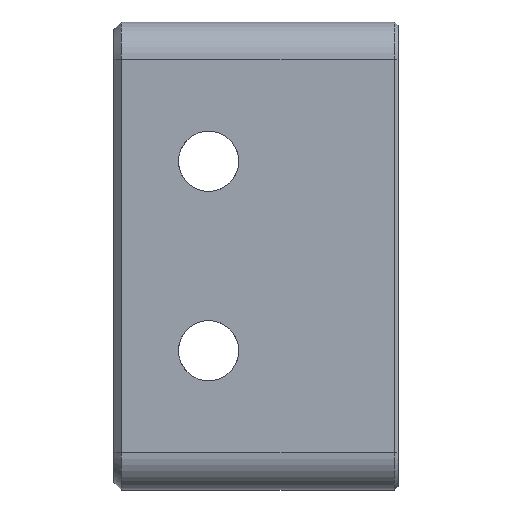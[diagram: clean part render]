
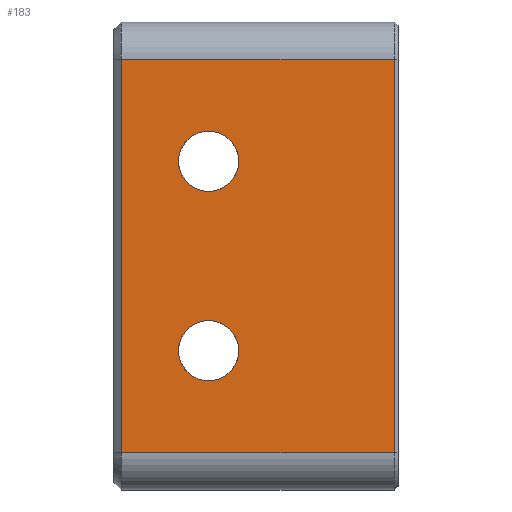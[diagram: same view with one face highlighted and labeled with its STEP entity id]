
A CAD part, left-side view. The second image highlights one B-rep face of the part: STEP entity #183.
In plain terms, the highlighted planar face has unit normal (-1, 0, 0).
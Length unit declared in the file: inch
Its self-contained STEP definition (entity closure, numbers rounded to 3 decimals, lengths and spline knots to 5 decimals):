
#3 = CARTESIAN_POINT ( 'NONE',  ( -0.6175, 0.125, -0.25 ) ) ;
#14 = CARTESIAN_POINT ( 'NONE',  ( -0.6175, -0.36516, 0.51907 ) ) ;
#120 = EDGE_CURVE ( 'NONE', #371, #242, #2971, .T. ) ;
#138 = DIRECTION ( 'NONE',  ( 1., 0., 0. ) ) ;
#169 = ORIENTED_EDGE ( 'NONE', *, *, #494, .T. ) ;
#176 = EDGE_CURVE ( 'NONE', #2308, #647, #1383, .T. ) ;
#183 = ADVANCED_FACE ( 'NONE', ( #860, #1544, #2219 ), #1788, .F. ) ;
#242 = VERTEX_POINT ( 'NONE', #991 ) ;
#252 = LINE ( 'NONE', #1210, #1199 ) ;
#280 = DIRECTION ( 'NONE',  ( 0., -1., 0. ) ) ;
#315 = DIRECTION ( 'NONE',  ( 0., 0., 1. ) ) ;
#369 = CARTESIAN_POINT ( 'NONE',  ( -0.6175, -0.36516, -0.51907 ) ) ;
#371 = VERTEX_POINT ( 'NONE', #1091 ) ;
#407 = VERTEX_POINT ( 'NONE', #2166 ) ;
#416 = CARTESIAN_POINT ( 'NONE',  ( -0.6175, -0.36516, 0.51907 ) ) ;
#460 = AXIS2_PLACEMENT_3D ( 'NONE', #1843, #2044, #2079 ) ;
#494 = EDGE_CURVE ( 'NONE', #2546, #407, #1138, .T. ) ;
#574 = EDGE_CURVE ( 'NONE', #647, #2308, #1131, .T. ) ;
#591 = VECTOR ( 'NONE', #2772, 39.37008 ) ;
#647 = VERTEX_POINT ( 'NONE', #1399 ) ;
#736 = CARTESIAN_POINT ( 'NONE',  ( -0.6175, 0.125, 0.3295 ) ) ;
#814 = CARTESIAN_POINT ( 'NONE',  ( -0.6175, 0.125, -0.25 ) ) ;
#827 = CARTESIAN_POINT ( 'NONE',  ( -0.6175, 0.375, 0.6175 ) ) ;
#831 = VERTEX_POINT ( 'NONE', #2205 ) ;
#836 = AXIS2_PLACEMENT_3D ( 'NONE', #3, #2124, #2821 ) ;
#855 = ORIENTED_EDGE ( 'NONE', *, *, #574, .F. ) ;
#860 = FACE_BOUND ( 'NONE', #2615, .T. ) ;
#991 = CARTESIAN_POINT ( 'NONE',  ( -0.6175, 0.125, -0.3295 ) ) ;
#1091 = CARTESIAN_POINT ( 'NONE',  ( -0.6175, 0.125, -0.1705 ) ) ;
#1131 = CIRCLE ( 'NONE', #460, 0.0795 ) ;
#1138 = LINE ( 'NONE', #2525, #591 ) ;
#1158 = ORIENTED_EDGE ( 'NONE', *, *, #120, .F. ) ;
#1165 = DIRECTION ( 'NONE',  ( 0., 0., 1. ) ) ;
#1199 = VECTOR ( 'NONE', #280, 39.37008 ) ;
#1210 = CARTESIAN_POINT ( 'NONE',  ( -0.6175, 0.375, -0.51907 ) ) ;
#1296 = DIRECTION ( 'NONE',  ( 0., 0., -1. ) ) ;
#1383 = CIRCLE ( 'NONE', #2988, 0.0795 ) ;
#1399 = CARTESIAN_POINT ( 'NONE',  ( -0.6175, 0.125, 0.1705 ) ) ;
#1544 = FACE_BOUND ( 'NONE', #2575, .T. ) ;
#1556 = VERTEX_POINT ( 'NONE', #369 ) ;
#1669 = ORIENTED_EDGE ( 'NONE', *, *, #1742, .T. ) ;
#1719 = CARTESIAN_POINT ( 'NONE',  ( -0.6175, 0.125, 0.25 ) ) ;
#1742 = EDGE_CURVE ( 'NONE', #831, #1556, #252, .T. ) ;
#1747 = ORIENTED_EDGE ( 'NONE', *, *, #2091, .T. ) ;
#1762 = VECTOR ( 'NONE', #2729, 39.37008 ) ;
#1770 = ORIENTED_EDGE ( 'NONE', *, *, #2574, .F. ) ;
#1788 = PLANE ( 'NONE',  #1889 ) ;
#1829 = ORIENTED_EDGE ( 'NONE', *, *, #1978, .T. ) ;
#1843 = CARTESIAN_POINT ( 'NONE',  ( -0.6175, 0.125, 0.25 ) ) ;
#1883 = LINE ( 'NONE', #14, #2616 ) ;
#1889 = AXIS2_PLACEMENT_3D ( 'NONE', #827, #138, #1296 ) ;
#1911 = DIRECTION ( 'NONE',  ( 0., 0., 1. ) ) ;
#1978 = EDGE_CURVE ( 'NONE', #407, #831, #2254, .T. ) ;
#2044 = DIRECTION ( 'NONE',  ( -1., 0., 0. ) ) ;
#2079 = DIRECTION ( 'NONE',  ( 0., 0., 1. ) ) ;
#2091 = EDGE_CURVE ( 'NONE', #1556, #2546, #1883, .T. ) ;
#2124 = DIRECTION ( 'NONE',  ( -1., 0., 0. ) ) ;
#2166 = CARTESIAN_POINT ( 'NONE',  ( -0.6175, 0.355, 0.51907 ) ) ;
#2205 = CARTESIAN_POINT ( 'NONE',  ( -0.6175, 0.355, -0.51907 ) ) ;
#2219 = FACE_OUTER_BOUND ( 'NONE', #2521, .T. ) ;
#2254 = LINE ( 'NONE', #2535, #1762 ) ;
#2308 = VERTEX_POINT ( 'NONE', #736 ) ;
#2399 = DIRECTION ( 'NONE',  ( -1., 0., 0. ) ) ;
#2419 = AXIS2_PLACEMENT_3D ( 'NONE', #814, #2399, #1911 ) ;
#2521 = EDGE_LOOP ( 'NONE', ( #1669, #1747, #169, #1829 ) ) ;
#2525 = CARTESIAN_POINT ( 'NONE',  ( -0.6175, 0.375, 0.51907 ) ) ;
#2535 = CARTESIAN_POINT ( 'NONE',  ( -0.6175, 0.355, 0.6175 ) ) ;
#2546 = VERTEX_POINT ( 'NONE', #416 ) ;
#2574 = EDGE_CURVE ( 'NONE', #242, #371, #2954, .T. ) ;
#2575 = EDGE_LOOP ( 'NONE', ( #2803, #855 ) ) ;
#2615 = EDGE_LOOP ( 'NONE', ( #1158, #1770 ) ) ;
#2616 = VECTOR ( 'NONE', #1165, 39.37008 ) ;
#2691 = DIRECTION ( 'NONE',  ( -1., 0., 0. ) ) ;
#2729 = DIRECTION ( 'NONE',  ( 0., 0., -1. ) ) ;
#2772 = DIRECTION ( 'NONE',  ( 0., 1., 0. ) ) ;
#2803 = ORIENTED_EDGE ( 'NONE', *, *, #176, .F. ) ;
#2821 = DIRECTION ( 'NONE',  ( 0., 0., 1. ) ) ;
#2954 = CIRCLE ( 'NONE', #836, 0.0795 ) ;
#2971 = CIRCLE ( 'NONE', #2419, 0.0795 ) ;
#2988 = AXIS2_PLACEMENT_3D ( 'NONE', #1719, #2691, #315 ) ;
